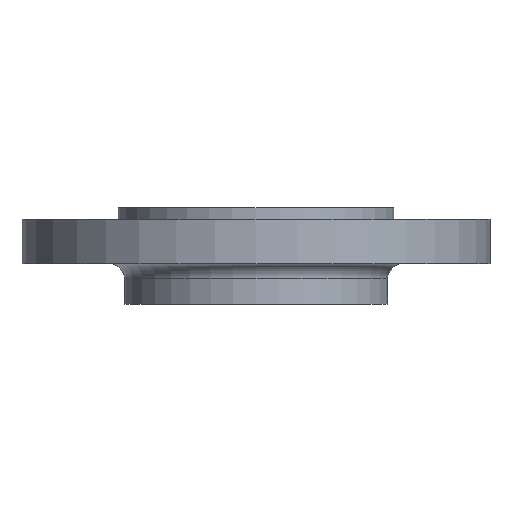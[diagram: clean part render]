
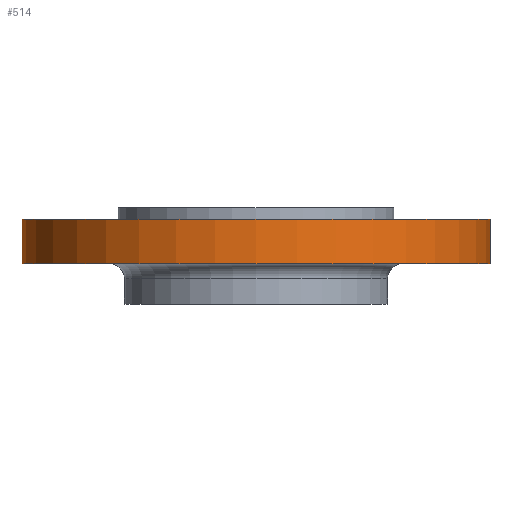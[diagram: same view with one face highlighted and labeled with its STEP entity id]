
A CAD part, front view. The second image highlights one B-rep face of the part: STEP entity #514.
In plain terms, the highlighted cylindrical face has radius 92.5 mm (diameter 185 mm), a partial arc.
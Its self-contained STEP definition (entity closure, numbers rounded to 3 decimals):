
#40 = VECTOR ( 'NONE', #732, 1000. ) ;
#67 = LINE ( 'NONE', #545, #217 ) ;
#75 = CARTESIAN_POINT ( 'NONE',  ( -92.5, 0., -22. ) ) ;
#105 = EDGE_CURVE ( 'NONE', #1081, #629, #725, .T. ) ;
#146 = CARTESIAN_POINT ( 'NONE',  ( 92.5, 0., -22. ) ) ;
#217 = VECTOR ( 'NONE', #574, 1000. ) ;
#220 = EDGE_CURVE ( 'NONE', #907, #641, #67, .T. ) ;
#222 = DIRECTION ( 'NONE',  ( 1., 0., 0. ) ) ;
#224 = DIRECTION ( 'NONE',  ( 0., 0., 1. ) ) ;
#225 = CARTESIAN_POINT ( 'NONE',  ( 0., 0., -22. ) ) ;
#287 = AXIS2_PLACEMENT_3D ( 'NONE', #322, #321, #320 ) ;
#320 = DIRECTION ( 'NONE',  ( -1., 0., 0. ) ) ;
#321 = DIRECTION ( 'NONE',  ( 0., 0., -1. ) ) ;
#322 = CARTESIAN_POINT ( 'NONE',  ( 0., 0., -4.5 ) ) ;
#358 = AXIS2_PLACEMENT_3D ( 'NONE', #472, #471, #470 ) ;
#373 = CARTESIAN_POINT ( 'NONE',  ( 92.5, 0., -4.5 ) ) ;
#388 = CARTESIAN_POINT ( 'NONE',  ( -92.5, 0., -4.5 ) ) ;
#428 = AXIS2_PLACEMENT_3D ( 'NONE', #225, #224, #222 ) ;
#470 = DIRECTION ( 'NONE',  ( 1., 0., 0. ) ) ;
#471 = DIRECTION ( 'NONE',  ( 0., 0., 1. ) ) ;
#472 = CARTESIAN_POINT ( 'NONE',  ( 0., 0., -62. ) ) ;
#473 = CYLINDRICAL_SURFACE ( 'NONE', #358, 92.5 ) ;
#474 = FACE_OUTER_BOUND ( 'NONE', #638, .T. ) ;
#514 = ADVANCED_FACE ( 'NONE', ( #474 ), #473, .T. ) ;
#545 = CARTESIAN_POINT ( 'NONE',  ( 92.5, 0., -62. ) ) ;
#574 = DIRECTION ( 'NONE',  ( 0., 0., 1. ) ) ;
#629 = VERTEX_POINT ( 'NONE', #388 ) ;
#638 = EDGE_LOOP ( 'NONE', ( #1000, #1001, #1002, #1003 ) ) ;
#641 = VERTEX_POINT ( 'NONE', #373 ) ;
#685 = EDGE_CURVE ( 'NONE', #641, #629, #1055, .T. ) ;
#725 = LINE ( 'NONE', #728, #40 ) ;
#728 = CARTESIAN_POINT ( 'NONE',  ( -92.5, 0., -62. ) ) ;
#732 = DIRECTION ( 'NONE',  ( 0., 0., 1. ) ) ;
#813 = CIRCLE ( 'NONE', #428, 92.5 ) ;
#828 = EDGE_CURVE ( 'NONE', #1081, #907, #813, .T. ) ;
#907 = VERTEX_POINT ( 'NONE', #146 ) ;
#1000 = ORIENTED_EDGE ( 'NONE', *, *, #105, .F. ) ;
#1001 = ORIENTED_EDGE ( 'NONE', *, *, #828, .T. ) ;
#1002 = ORIENTED_EDGE ( 'NONE', *, *, #220, .T. ) ;
#1003 = ORIENTED_EDGE ( 'NONE', *, *, #685, .T. ) ;
#1055 = CIRCLE ( 'NONE', #287, 92.5 ) ;
#1081 = VERTEX_POINT ( 'NONE', #75 ) ;
